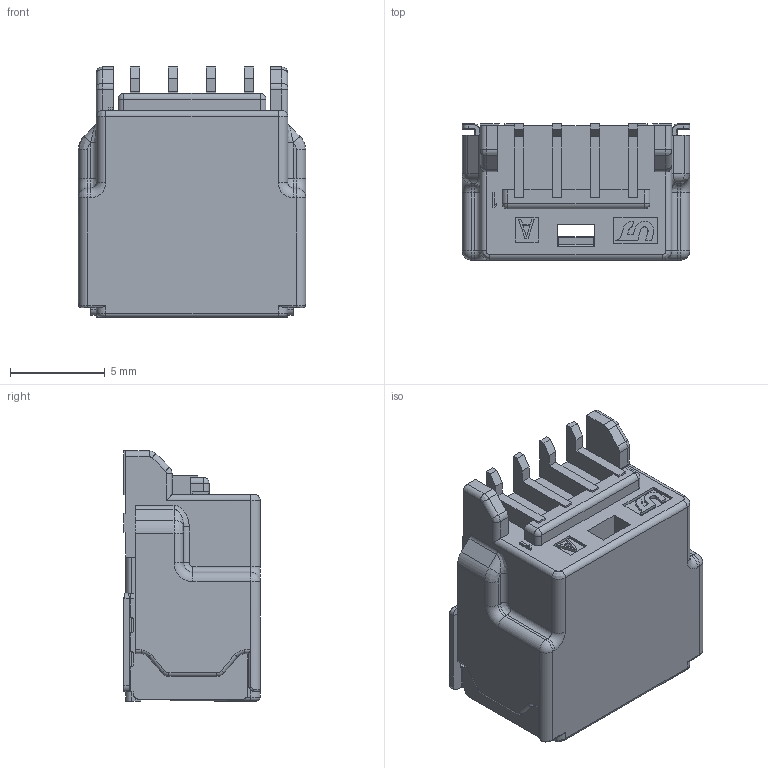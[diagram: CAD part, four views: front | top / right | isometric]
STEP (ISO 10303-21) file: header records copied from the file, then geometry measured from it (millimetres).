
FILE_DESCRIPTION((''),'2;1');
FILE_NAME('CVM_020_D_SMT_4M_H_ASSY','2020-10-16T15:26:31',('drkoo'),(''),'CREO PARAMETRIC BY PTC INC, 2017380','CREO PARAMETRIC BY PTC INC, 2017380','');
FILE_SCHEMA(('CONFIG_CONTROL_DESIGN'));
Length unit declared in the file: millimetre
Products named in the file (1): CVM_020_D_SMT_4M_H_ASSY
Bounding box: 12 x 7.2 x 13.2 mm (x, y, z)
Volume: 434.7 mm3; surface area: 1076 mm2
Topology: 1 solids, 1 shells, 674 faces, 1749 edges, 1047 vertices
Faces by surface type: plane 327, cylinder 233, torus 36, bspline 26, cone 26, sphere 26
Entity records: 20968 total; most frequent: CARTESIAN_POINT 4712, ORIENTED_EDGE 3432, DIRECTION 3355, EDGE_CURVE 1716, VECTOR 1137, LINE 1137, AXIS2_PLACEMENT_3D 1109, VERTEX_POINT 1047
